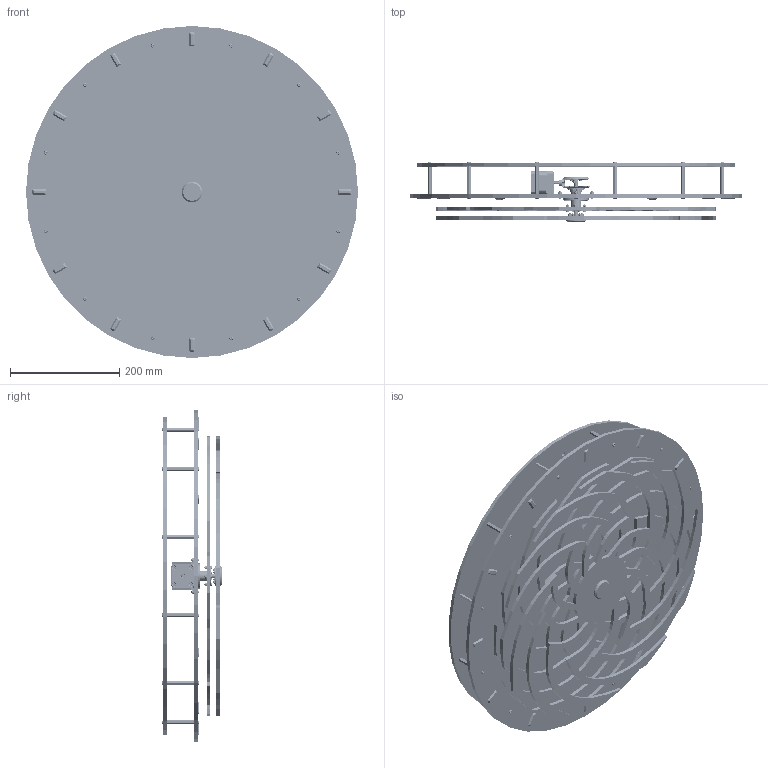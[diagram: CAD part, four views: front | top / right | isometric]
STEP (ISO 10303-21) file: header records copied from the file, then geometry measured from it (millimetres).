
FILE_DESCRIPTION (( 'STEP AP203' ), '1' );
FILE_NAME ('Moore Clock.STEP', '2017-01-19T02:12:58', ( '' ), ( '' ), 'SwSTEP 2.0', 'SolidWorks 2015', '' );
FILE_SCHEMA (( 'CONFIG_CONTROL_DESIGN' ));
Length unit declared in the file: inch
Products named in the file (41): 91841A003_TYPE 18-8 STAINLESS STEEL HEX NUT_91841A003; 60355K507_BALL BEARING_60355K507; 90910A682_LOW-PROFILE BUTTON HEAD TORX MACHINE SCREW_90910A682; 90480A005_LOW-STRENGTH STEEL HEX NUT_90480A005; spinPlate top; 90910A718_LOW-PROFILE BUTTON HEAD TORX MACHINE SCREW_90910A718; 98409A171_ZINC-YELLOW PLTD STL INTERNAL RETAINING RING_98409A171; A1M_3-Y32016A; HOUR PIECE; 17HM15-0904S___ _________; Moore Clock; 98409A238_ZINC-YELLOW PLTD STL INTERNAL RETAINING RING_98409A238; back plate; nema17_bottom_17HM15-0904S___ _________; radial ball bearing_68_din_DIN 625 - 625 - 8,SI,NC,8_68; Inner shaft Hub; spinPlate; Top Plate Bearing Holder; 92158A312_NONMARRING FLAT POINT SOCKET SET SCREW_92158A312; 98410A128_EXTERNAL RETAINING RING_98410A128; inner shaft; Motor Mount Stepper; nema17_top_17HM15-0904S___ _________; 60355K503_BALL BEARING_60355K503; front cap; outer shaft hub; countersunk flat head cross recess screw_din_ISO 7046-1 - M3 x 30 - Z --- 30N; 90910A732_LOW-PROFILE BUTTON HEAD TORX MACHINE SCREW_90910A732; nema17_middle_17HM15-0904S___ _________; backplate cover; outer shaft; 91115A136_18-8 SS FEM THRDED HEX STANDOFF_91115A136; countersunk flat head cross recess screw_din_ISO 7046-1 - M3 x 25 - Z --- 25N; 96710A113_18-8 SS PAN HEAD TORX MACHINE SCREW_96710A113; 92916A320_BRASS FLAT WASHER_92916A320; shaft bearing hub; 90910A730_LOW-PROFILE BUTTON HEAD TORX MACHINE SCREW_90910A730; A1M_3-Y32064 - outer shaft; base plate bearing plate; nema17_shaft_17HM15-0904S___ _________ ...
Assembly tree (140 placements, depth 3):
  Moore Clock
    back plate
    spinPlate
    spinPlate top
    base plate bearing plate
    shaft bearing hub
    Top Plate Bearing Holder
    inner shaft
    outer shaft
    60355K503_BALL BEARING_60355K503  x2
    60355K507_BALL BEARING_60355K507
    98409A238_ZINC-YELLOW PLTD STL INTERNAL RETAINING RING_98409A238
    98409A171_ZINC-YELLOW PLTD STL INTERNAL RETAINING RING_98409A171
    98410A128_EXTERNAL RETAINING RING_98410A128
    96710A113_18-8 SS PAN HEAD TORX MACHINE SCREW_96710A113  x4
    90910A730_LOW-PROFILE BUTTON HEAD TORX MACHINE SCREW_90910A730
    A1M_3-Y32016A
    A1M_3-Y32064
    Inner shaft Hub
    outer shaft hub
    A1M_3-Y32064 - outer shaft
    backplate cover
    90910A732_LOW-PROFILE BUTTON HEAD TORX MACHINE SCREW_90910A732  x24
    90480A005_LOW-STRENGTH STEEL HEX NUT_90480A005  x12
    90910A682_LOW-PROFILE BUTTON HEAD TORX MACHINE SCREW_90910A682  x8
    91841A003_TYPE 18-8 STAINLESS STEEL HEX NUT_91841A003  x8
    92158A312_NONMARRING FLAT POINT SOCKET SET SCREW_92158A312  x2
    front cap
    90910A718_LOW-PROFILE BUTTON HEAD TORX MACHINE SCREW_90910A718  x12
    92916A320_BRASS FLAT WASHER_92916A320  x12
    Motor Mount Stepper
    91115A136_18-8 SS FEM THRDED HEX STANDOFF_91115A136  x12
    17HM15-0904S___ _________
      nema17_bottom_17HM15-0904S___ _________
      radial ball bearing_68_din_DIN 625 - 625 - 8,SI,NC,8_68  x2
      nema17_middle_17HM15-0904S___ _________
      nema17_top_17HM15-0904S___ _________
      countersunk flat head cross recess screw_din_ISO 7046-1 - M3 x 30 - Z --- 30N  x3
      countersunk flat head cross recess screw_din_ISO 7046-1 - M3 x 25 - Z --- 25N
      nema17_shaft_17HM15-0904S___ _________
    HOUR PIECE  x12
Bounding box: 607.06 x 109.61 x 607.06 mm (x, y, z)
Volume: 4643119.3 mm3; surface area: 1698250.4 mm2
Topology: 170 solids, 170 shells, 7362 faces, 19499 edges, 12497 vertices
Faces by surface type: cylinder 3863, cone 1619, plane 1218, bspline 422, torus 184, sphere 56
Entity records: 104160 total; most frequent: CARTESIAN_POINT 44128, ORIENTED_EDGE 11946, DIRECTION 9906, EDGE_CURVE 5973, AXIS2_PLACEMENT_3D 4010, VERTEX_POINT 3885, EDGE_LOOP 2572, FACE_OUTER_BOUND 2258
